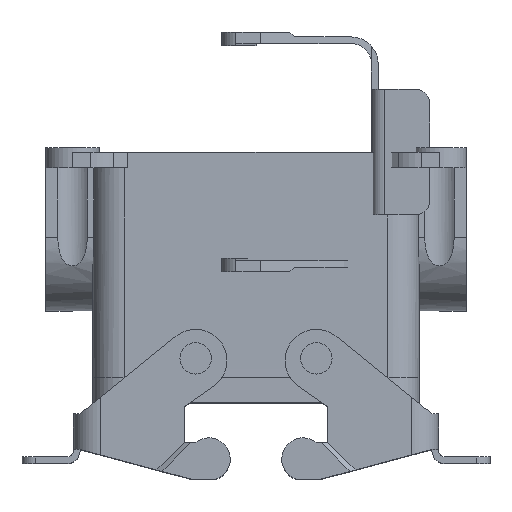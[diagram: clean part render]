
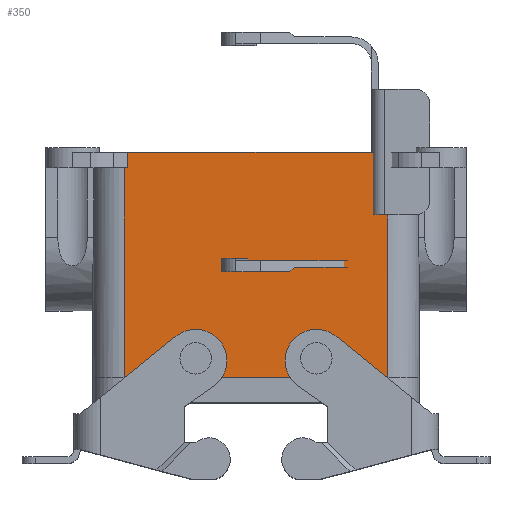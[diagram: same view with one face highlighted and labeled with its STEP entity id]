
A CAD part, top view. The second image highlights one B-rep face of the part: STEP entity #350.
In plain terms, the highlighted planar face has unit normal (0, 0, 1).
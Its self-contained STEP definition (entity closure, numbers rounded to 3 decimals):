
#350 = ADVANCED_FACE( '', ( #832, #833, #834 ), #835, .F. );
#832 = FACE_BOUND( '', #1477, .T. );
#833 = FACE_OUTER_BOUND( '', #1478, .T. );
#834 = FACE_BOUND( '', #1479, .T. );
#835 = PLANE( '', #1480 );
#1477 = EDGE_LOOP( '', ( #2427 ) );
#1478 = EDGE_LOOP( '', ( #2428, #2429, #2430, #2431, #2432, #2433, #2434, #2435 ) );
#1479 = EDGE_LOOP( '', ( #2436 ) );
#1480 = AXIS2_PLACEMENT_3D( '', #2437, #2438, #2439 );
#2427 = ORIENTED_EDGE( '', *, *, #3892, .F. );
#2428 = ORIENTED_EDGE( '', *, *, #3660, .T. );
#2429 = ORIENTED_EDGE( '', *, *, #3893, .F. );
#2430 = ORIENTED_EDGE( '', *, *, #3829, .T. );
#2431 = ORIENTED_EDGE( '', *, *, #3894, .T. );
#2432 = ORIENTED_EDGE( '', *, *, #3755, .F. );
#2433 = ORIENTED_EDGE( '', *, *, #3787, .F. );
#2434 = ORIENTED_EDGE( '', *, *, #3895, .T. );
#2435 = ORIENTED_EDGE( '', *, *, #3896, .T. );
#2436 = ORIENTED_EDGE( '', *, *, #3772, .F. );
#2437 = CARTESIAN_POINT( '', ( 0., -3.5, 21.5 ) );
#2438 = DIRECTION( '', ( 0., 0., -1. ) );
#2439 = DIRECTION( '', ( -1., 0., 0. ) );
#3660 = EDGE_CURVE( '', #4360, #4358, #4361, .T. );
#3755 = EDGE_CURVE( '', #4524, #4526, #4527, .T. );
#3772 = EDGE_CURVE( '', #4555, #4555, #4556, .F. );
#3787 = EDGE_CURVE( '', #4578, #4524, #4580, .T. );
#3829 = EDGE_CURVE( '', #4651, #4649, #4652, .T. );
#3892 = EDGE_CURVE( '', #4744, #4744, #4745, .F. );
#3893 = EDGE_CURVE( '', #4651, #4358, #4746, .T. );
#3894 = EDGE_CURVE( '', #4649, #4526, #4747, .T. );
#3895 = EDGE_CURVE( '', #4578, #4748, #4749, .T. );
#3896 = EDGE_CURVE( '', #4748, #4360, #4750, .T. );
#4358 = VERTEX_POINT( '', #5367 );
#4360 = VERTEX_POINT( '', #5370 );
#4361 = LINE( '', #5371, #5372 );
#4524 = VERTEX_POINT( '', #5623 );
#4526 = VERTEX_POINT( '', #5626 );
#4527 = B_SPLINE_CURVE_WITH_KNOTS( '', 1, ( #5627, #5628 ), .UNSPECIFIED., .F., .F., ( 2, 2 ), ( 0., 1. ), .UNSPECIFIED. );
#4555 = VERTEX_POINT( '', #5664 );
#4556 = CIRCLE( '', #5665, 2.45 );
#4578 = VERTEX_POINT( '', #5706 );
#4580 = LINE( '', #5708, #5709 );
#4649 = VERTEX_POINT( '', #5806 );
#4651 = VERTEX_POINT( '', #5808 );
#4652 = LINE( '', #5809, #5810 );
#4744 = VERTEX_POINT( '', #5965 );
#4745 = CIRCLE( '', #5966, 2.45 );
#4746 = LINE( '', #5967, #5968 );
#4747 = LINE( '', #5969, #5970 );
#4748 = VERTEX_POINT( '', #5971 );
#4749 = LINE( '', #5972, #5973 );
#4750 = LINE( '', #5974, #5975 );
#5367 = CARTESIAN_POINT( '', ( -28.625, 0., 21.5 ) );
#5370 = CARTESIAN_POINT( '', ( 28.625, 0., 21.5 ) );
#5371 = CARTESIAN_POINT( '', ( 0., 0., 21.5 ) );
#5372 = VECTOR( '', #6801, 1000. );
#5623 = CARTESIAN_POINT( '', ( 29.5, -50.4, 21.505 ) );
#5626 = CARTESIAN_POINT( '', ( -29.5, -50.4, 21.505 ) );
#5627 = CARTESIAN_POINT( '', ( 29.5, -50.4, 21.51 ) );
#5628 = CARTESIAN_POINT( '', ( -29.5, -50.4, 21.51 ) );
#5664 = CARTESIAN_POINT( '', ( -15.95, -46.101, 21.5 ) );
#5665 = AXIS2_PLACEMENT_3D( '', #6942, #6943, #6944 );
#5706 = CARTESIAN_POINT( '', ( 29.5, -3.5, 21.5 ) );
#5708 = CARTESIAN_POINT( '', ( 29.5, 68.688, 21.5 ) );
#5709 = VECTOR( '', #6959, 1000. );
#5806 = CARTESIAN_POINT( '', ( -29.5, -3.5, 21.5 ) );
#5808 = CARTESIAN_POINT( '', ( -28.625, -3.5, 21.5 ) );
#5809 = CARTESIAN_POINT( '', ( -36.9, -3.5, 21.5 ) );
#5810 = VECTOR( '', #7015, 1000. );
#5965 = CARTESIAN_POINT( '', ( 11.05, -46.101, 21.5 ) );
#5966 = AXIS2_PLACEMENT_3D( '', #7098, #7099, #7100 );
#5967 = CARTESIAN_POINT( '', ( -28.625, -3.5, 21.5 ) );
#5968 = VECTOR( '', #7101, 1000. );
#5969 = CARTESIAN_POINT( '', ( -29.5, 68.688, 21.5 ) );
#5970 = VECTOR( '', #7102, 1000. );
#5971 = CARTESIAN_POINT( '', ( 28.625, -3.5, 21.5 ) );
#5972 = CARTESIAN_POINT( '', ( -36.9, -3.5, 21.5 ) );
#5973 = VECTOR( '', #7103, 1000. );
#5974 = CARTESIAN_POINT( '', ( 28.625, -3.5, 21.5 ) );
#5975 = VECTOR( '', #7104, 1000. );
#6801 = DIRECTION( '', ( -1., 0., 0. ) );
#6942 = CARTESIAN_POINT( '', ( -13.5, -46.101, 21.5 ) );
#6943 = DIRECTION( '', ( 0., 0., -1. ) );
#6944 = DIRECTION( '', ( -1., 0., 0. ) );
#6959 = DIRECTION( '', ( 0., -1., 0. ) );
#7015 = DIRECTION( '', ( -1., 0., 0. ) );
#7098 = CARTESIAN_POINT( '', ( 13.5, -46.101, 21.5 ) );
#7099 = DIRECTION( '', ( 0., 0., -1. ) );
#7100 = DIRECTION( '', ( -1., 0., 0. ) );
#7101 = DIRECTION( '', ( 0., 1., 0. ) );
#7102 = DIRECTION( '', ( 0., -1., 0. ) );
#7103 = DIRECTION( '', ( -1., 0., 0. ) );
#7104 = DIRECTION( '', ( 0., 1., 0. ) );
